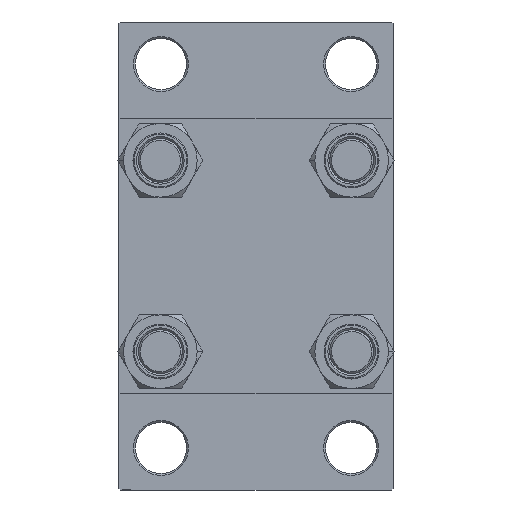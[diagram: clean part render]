
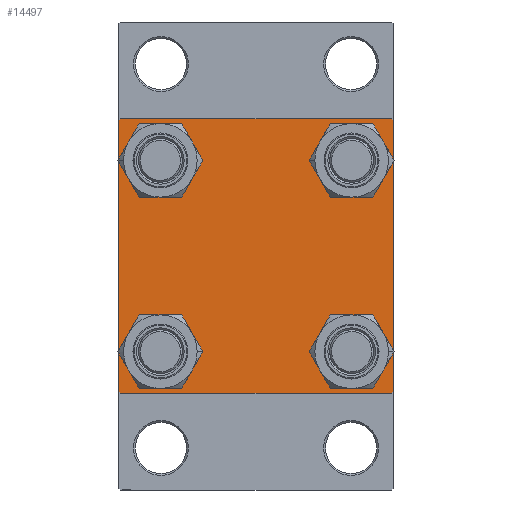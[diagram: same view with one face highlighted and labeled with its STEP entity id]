
A CAD part, left-side view. The second image highlights one B-rep face of the part: STEP entity #14497.
In plain terms, the highlighted planar face has unit normal (-1, 0, 0).
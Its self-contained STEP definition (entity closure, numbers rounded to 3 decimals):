
#56 = CARTESIAN_POINT ( 'NONE',  ( 0., 37.25, -37.25 ) ) ;
#210 = ORIENTED_EDGE ( 'NONE', *, *, #46314, .T. ) ;
#459 = CARTESIAN_POINT ( 'NONE',  ( 0., 26.15, -26.15 ) ) ;
#542 = CARTESIAN_POINT ( 'NONE',  ( 0., 37.5, -37. ) ) ;
#1490 = CARTESIAN_POINT ( 'NONE',  ( 0., -37.5, -37. ) ) ;
#1745 = DIRECTION ( 'NONE',  ( 1., 0., 0. ) ) ;
#2137 = EDGE_LOOP ( 'NONE', ( #16949, #37156 ) ) ;
#2146 = EDGE_CURVE ( 'NONE', #40997, #12766, #8233, .T. ) ;
#2420 = VERTEX_POINT ( 'NONE', #24700 ) ;
#2793 = CIRCLE ( 'NONE', #29595, 6.5 ) ;
#2851 = EDGE_LOOP ( 'NONE', ( #30110, #36358 ) ) ;
#2992 = CARTESIAN_POINT ( 'NONE',  ( 0., 26.15, 26.15 ) ) ;
#3222 = DIRECTION ( 'NONE',  ( 0., 0., 1. ) ) ;
#3284 = LINE ( 'NONE', #36146, #23990 ) ;
#3807 = DIRECTION ( 'NONE',  ( 1., 0., 0. ) ) ;
#4754 = EDGE_LOOP ( 'NONE', ( #12863, #5191, #28868, #19349, #39106, #19131, #25105, #23405 ) ) ;
#4781 = CARTESIAN_POINT ( 'NONE',  ( 0., 37., -37.5 ) ) ;
#4802 = CARTESIAN_POINT ( 'NONE',  ( 0., 37., 37.5 ) ) ;
#4813 = AXIS2_PLACEMENT_3D ( 'NONE', #459, #47456, #14609 ) ;
#4818 = DIRECTION ( 'NONE',  ( 0., 0., -1. ) ) ;
#5191 = ORIENTED_EDGE ( 'NONE', *, *, #33996, .T. ) ;
#5683 = CARTESIAN_POINT ( 'NONE',  ( 0., 26.15, -19.65 ) ) ;
#5998 = AXIS2_PLACEMENT_3D ( 'NONE', #22362, #37470, #12024 ) ;
#6081 = DIRECTION ( 'NONE',  ( 1., 0., 0. ) ) ;
#6873 = CIRCLE ( 'NONE', #36016, 6.5 ) ;
#6886 = DIRECTION ( 'NONE',  ( 0., -1., 0. ) ) ;
#6888 = DIRECTION ( 'NONE',  ( 1., 0., 0. ) ) ;
#7456 = CARTESIAN_POINT ( 'NONE',  ( 0., -37., -37.5 ) ) ;
#8233 = CIRCLE ( 'NONE', #35041, 6.5 ) ;
#8997 = CIRCLE ( 'NONE', #27389, 6.5 ) ;
#10403 = AXIS2_PLACEMENT_3D ( 'NONE', #15173, #44186, #11567 ) ;
#10407 = CARTESIAN_POINT ( 'NONE',  ( 0., -37., 37.5 ) ) ;
#10674 = LINE ( 'NONE', #32510, #39736 ) ;
#11556 = EDGE_CURVE ( 'NONE', #2420, #20078, #8997, .T. ) ;
#11567 = DIRECTION ( 'NONE',  ( 0., 0., 1. ) ) ;
#11796 = FACE_BOUND ( 'NONE', #23340, .T. ) ;
#12024 = DIRECTION ( 'NONE',  ( 0., 0., 1. ) ) ;
#12766 = VERTEX_POINT ( 'NONE', #36501 ) ;
#12863 = ORIENTED_EDGE ( 'NONE', *, *, #28867, .T. ) ;
#14145 = DIRECTION ( 'NONE',  ( 0., 0.707, 0.707 ) ) ;
#14497 = ADVANCED_FACE ( 'NONE', ( #45349, #11796, #30267, #33632, #22835 ), #22601, .T. ) ;
#14609 = DIRECTION ( 'NONE',  ( 0., 0., 1. ) ) ;
#15173 = CARTESIAN_POINT ( 'NONE',  ( 0., -26.15, 26.15 ) ) ;
#15282 = EDGE_CURVE ( 'NONE', #40251, #25795, #10674, .T. ) ;
#15470 = LINE ( 'NONE', #40897, #18777 ) ;
#15496 = CARTESIAN_POINT ( 'NONE',  ( 0., 26.15, -32.65 ) ) ;
#16347 = CARTESIAN_POINT ( 'NONE',  ( 0., -26.15, 32.65 ) ) ;
#16949 = ORIENTED_EDGE ( 'NONE', *, *, #11556, .T. ) ;
#17336 = DIRECTION ( 'NONE',  ( 0., 0., 1. ) ) ;
#17605 = CARTESIAN_POINT ( 'NONE',  ( 0., -26.15, -19.65 ) ) ;
#17636 = DIRECTION ( 'NONE',  ( 0., 0., -1. ) ) ;
#18034 = DIRECTION ( 'NONE',  ( 0., -0.707, -0.707 ) ) ;
#18321 = DIRECTION ( 'NONE',  ( 1., 0., 0. ) ) ;
#18423 = DIRECTION ( 'NONE',  ( 0., 0., 1. ) ) ;
#18678 = VECTOR ( 'NONE', #18034, 1000. ) ;
#18777 = VECTOR ( 'NONE', #18826, 1000. ) ;
#18826 = DIRECTION ( 'NONE',  ( 0., -0.707, 0.707 ) ) ;
#19131 = ORIENTED_EDGE ( 'NONE', *, *, #34412, .T. ) ;
#19349 = ORIENTED_EDGE ( 'NONE', *, *, #43228, .T. ) ;
#19430 = EDGE_CURVE ( 'NONE', #40251, #34908, #24191, .T. ) ;
#19673 = CARTESIAN_POINT ( 'NONE',  ( 0., 37.5, 37.5 ) ) ;
#19994 = CARTESIAN_POINT ( 'NONE',  ( 0., -26.15, -26.15 ) ) ;
#20078 = VERTEX_POINT ( 'NONE', #44852 ) ;
#21149 = EDGE_CURVE ( 'NONE', #20078, #2420, #6873, .T. ) ;
#21726 = CARTESIAN_POINT ( 'NONE',  ( 0., -26.15, 19.65 ) ) ;
#21818 = EDGE_CURVE ( 'NONE', #36042, #23958, #37525, .T. ) ;
#21919 = CARTESIAN_POINT ( 'NONE',  ( 0., -37.5, 37. ) ) ;
#21938 = LINE ( 'NONE', #43755, #32506 ) ;
#21986 = CARTESIAN_POINT ( 'NONE',  ( 0., -26.15, 26.15 ) ) ;
#22123 = LINE ( 'NONE', #56, #18678 ) ;
#22307 = CARTESIAN_POINT ( 'NONE',  ( 0., -37.25, 37.25 ) ) ;
#22362 = CARTESIAN_POINT ( 'NONE',  ( 0., 0., 0. ) ) ;
#22601 = PLANE ( 'NONE',  #5998 ) ;
#22835 = FACE_OUTER_BOUND ( 'NONE', #4754, .T. ) ;
#23340 = EDGE_LOOP ( 'NONE', ( #26368, #210 ) ) ;
#23405 = ORIENTED_EDGE ( 'NONE', *, *, #19430, .T. ) ;
#23953 = DIRECTION ( 'NONE',  ( 0., 0.707, -0.707 ) ) ;
#23958 = VERTEX_POINT ( 'NONE', #5683 ) ;
#23990 = VECTOR ( 'NONE', #6886, 1000. ) ;
#24191 = LINE ( 'NONE', #34267, #32864 ) ;
#24516 = AXIS2_PLACEMENT_3D ( 'NONE', #25763, #18321, #40632 ) ;
#24700 = CARTESIAN_POINT ( 'NONE',  ( 0., 26.15, 32.65 ) ) ;
#25105 = ORIENTED_EDGE ( 'NONE', *, *, #15282, .F. ) ;
#25493 = CIRCLE ( 'NONE', #4813, 6.5 ) ;
#25763 = CARTESIAN_POINT ( 'NONE',  ( 0., 26.15, -26.15 ) ) ;
#25795 = VERTEX_POINT ( 'NONE', #10407 ) ;
#26368 = ORIENTED_EDGE ( 'NONE', *, *, #2146, .T. ) ;
#26378 = EDGE_CURVE ( 'NONE', #46692, #42402, #33846, .T. ) ;
#27389 = AXIS2_PLACEMENT_3D ( 'NONE', #2992, #32954, #3222 ) ;
#28867 = EDGE_CURVE ( 'NONE', #34908, #42265, #41269, .T. ) ;
#28868 = ORIENTED_EDGE ( 'NONE', *, *, #29342, .T. ) ;
#28907 = DIRECTION ( 'NONE',  ( 0., -1., 0. ) ) ;
#29105 = EDGE_CURVE ( 'NONE', #23958, #36042, #25493, .T. ) ;
#29342 = EDGE_CURVE ( 'NONE', #41688, #40238, #3284, .T. ) ;
#29595 = AXIS2_PLACEMENT_3D ( 'NONE', #36666, #3807, #18423 ) ;
#30039 = CARTESIAN_POINT ( 'NONE',  ( 0., 37.5, 37. ) ) ;
#30110 = ORIENTED_EDGE ( 'NONE', *, *, #44974, .T. ) ;
#30267 = FACE_BOUND ( 'NONE', #40013, .T. ) ;
#30842 = VECTOR ( 'NONE', #4818, 1000. ) ;
#32506 = VECTOR ( 'NONE', #17636, 1000. ) ;
#32510 = CARTESIAN_POINT ( 'NONE',  ( 0., 37.5, 37.5 ) ) ;
#32639 = CIRCLE ( 'NONE', #10403, 6.5 ) ;
#32864 = VECTOR ( 'NONE', #23953, 1000. ) ;
#32954 = DIRECTION ( 'NONE',  ( 1., 0., 0. ) ) ;
#33071 = AXIS2_PLACEMENT_3D ( 'NONE', #21986, #6888, #46705 ) ;
#33632 = FACE_BOUND ( 'NONE', #2137, .T. ) ;
#33846 = CIRCLE ( 'NONE', #33071, 6.5 ) ;
#33996 = EDGE_CURVE ( 'NONE', #42265, #41688, #22123, .T. ) ;
#34267 = CARTESIAN_POINT ( 'NONE',  ( 0., 37.25, 37.25 ) ) ;
#34412 = EDGE_CURVE ( 'NONE', #36195, #25795, #44117, .T. ) ;
#34908 = VERTEX_POINT ( 'NONE', #30039 ) ;
#35041 = AXIS2_PLACEMENT_3D ( 'NONE', #19994, #6081, #17336 ) ;
#36016 = AXIS2_PLACEMENT_3D ( 'NONE', #41327, #1745, #38435 ) ;
#36042 = VERTEX_POINT ( 'NONE', #15496 ) ;
#36146 = CARTESIAN_POINT ( 'NONE',  ( 0., 37.5, -37.5 ) ) ;
#36195 = VERTEX_POINT ( 'NONE', #21919 ) ;
#36358 = ORIENTED_EDGE ( 'NONE', *, *, #26378, .T. ) ;
#36501 = CARTESIAN_POINT ( 'NONE',  ( 0., -26.15, -32.65 ) ) ;
#36666 = CARTESIAN_POINT ( 'NONE',  ( 0., -26.15, -26.15 ) ) ;
#37156 = ORIENTED_EDGE ( 'NONE', *, *, #21149, .T. ) ;
#37470 = DIRECTION ( 'NONE',  ( -1., 0., 0. ) ) ;
#37525 = CIRCLE ( 'NONE', #24516, 6.5 ) ;
#37819 = VECTOR ( 'NONE', #14145, 1000. ) ;
#38379 = EDGE_CURVE ( 'NONE', #36195, #45135, #21938, .T. ) ;
#38435 = DIRECTION ( 'NONE',  ( 0., 0., 1. ) ) ;
#39106 = ORIENTED_EDGE ( 'NONE', *, *, #38379, .F. ) ;
#39736 = VECTOR ( 'NONE', #28907, 1000. ) ;
#40013 = EDGE_LOOP ( 'NONE', ( #41834, #44454 ) ) ;
#40238 = VERTEX_POINT ( 'NONE', #7456 ) ;
#40251 = VERTEX_POINT ( 'NONE', #4802 ) ;
#40632 = DIRECTION ( 'NONE',  ( 0., 0., 1. ) ) ;
#40897 = CARTESIAN_POINT ( 'NONE',  ( 0., -37.25, -37.25 ) ) ;
#40997 = VERTEX_POINT ( 'NONE', #17605 ) ;
#41269 = LINE ( 'NONE', #19673, #30842 ) ;
#41327 = CARTESIAN_POINT ( 'NONE',  ( 0., 26.15, 26.15 ) ) ;
#41688 = VERTEX_POINT ( 'NONE', #4781 ) ;
#41834 = ORIENTED_EDGE ( 'NONE', *, *, #29105, .T. ) ;
#42265 = VERTEX_POINT ( 'NONE', #542 ) ;
#42402 = VERTEX_POINT ( 'NONE', #16347 ) ;
#43228 = EDGE_CURVE ( 'NONE', #40238, #45135, #15470, .T. ) ;
#43755 = CARTESIAN_POINT ( 'NONE',  ( 0., -37.5, 37.5 ) ) ;
#44117 = LINE ( 'NONE', #22307, #37819 ) ;
#44186 = DIRECTION ( 'NONE',  ( 1., 0., 0. ) ) ;
#44454 = ORIENTED_EDGE ( 'NONE', *, *, #21818, .T. ) ;
#44852 = CARTESIAN_POINT ( 'NONE',  ( 0., 26.15, 19.65 ) ) ;
#44974 = EDGE_CURVE ( 'NONE', #42402, #46692, #32639, .T. ) ;
#45135 = VERTEX_POINT ( 'NONE', #1490 ) ;
#45349 = FACE_BOUND ( 'NONE', #2851, .T. ) ;
#46314 = EDGE_CURVE ( 'NONE', #12766, #40997, #2793, .T. ) ;
#46692 = VERTEX_POINT ( 'NONE', #21726 ) ;
#46705 = DIRECTION ( 'NONE',  ( 0., 0., 1. ) ) ;
#47456 = DIRECTION ( 'NONE',  ( 1., 0., 0. ) ) ;
